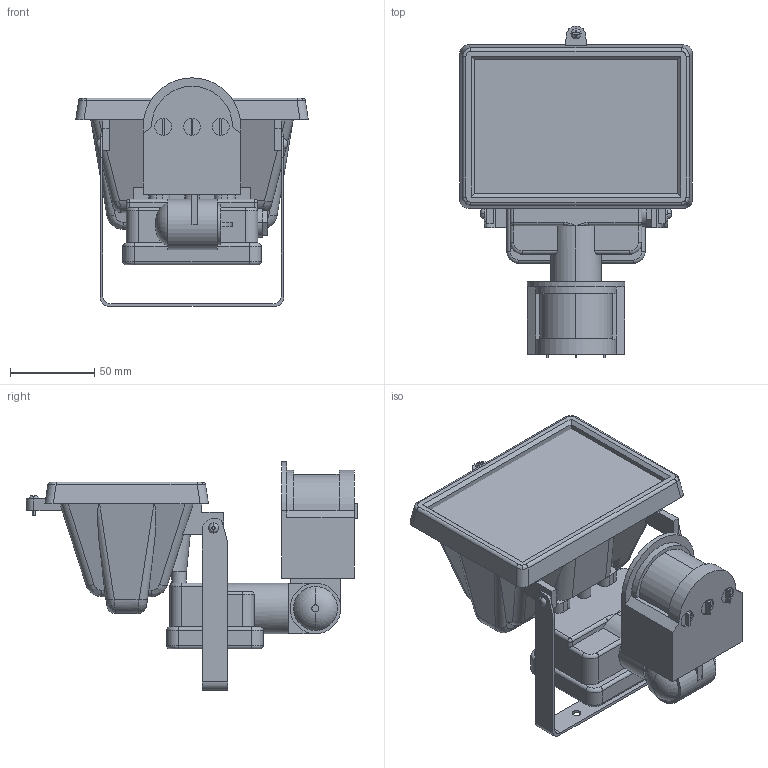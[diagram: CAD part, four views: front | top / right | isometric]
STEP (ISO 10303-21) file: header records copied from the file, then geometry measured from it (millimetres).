
FILE_DESCRIPTION (( 'STEP AP214' ), '1' );
FILE_NAME ('LPI02-1-0150-K02 Ïðîæåêòîð ÈÎ150Ä(äåòåêòîð) ãàëîãåí.÷åðíûé IP54 ÈÝÊ.STEP', '2017-10-16T11:47:25', ( '' ), ( '' ), 'SwSTEP 2.0', 'SolidWorks 2014', '' );
FILE_SCHEMA (( 'AUTOMOTIVE_DESIGN' ));
Length unit declared in the file: millimetre
Products named in the file (1): LPI02-1-0150-K02 Ïðîæåêòîð ÈÎ150Ä(äåòåêòîð) ãàëîãåí.÷åðíûé IP54  ÈÝÊ
Bounding box: 138 x 196.49 x 135.47 mm (x, y, z)
Volume: 704932.3 mm3; surface area: 139292.3 mm2
Topology: 2 solids, 2 shells, 441 faces, 1109 edges, 686 vertices
Faces by surface type: plane 262, cylinder 128, bspline 29, torus 20, sphere 2
Entity records: 13779 total; most frequent: CARTESIAN_POINT 3403, ORIENTED_EDGE 2202, DIRECTION 2099, EDGE_CURVE 1101, LINE 715, VECTOR 715, AXIS2_PLACEMENT_3D 692, VERTEX_POINT 686
